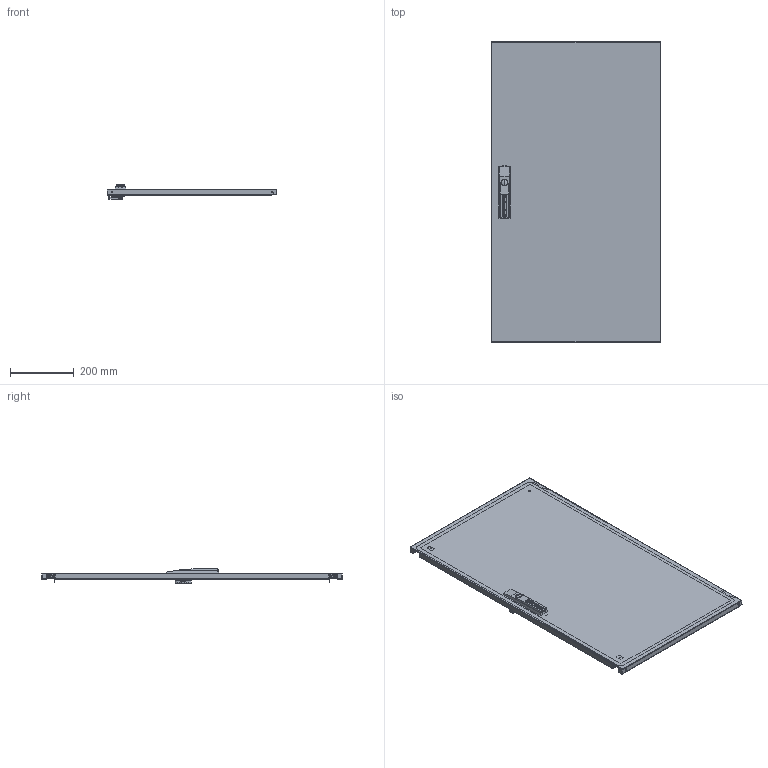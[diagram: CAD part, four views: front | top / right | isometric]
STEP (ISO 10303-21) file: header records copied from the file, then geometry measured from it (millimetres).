
FILE_DESCRIPTION(('STEP AP214'),'1');
FILE_NAME('cctmp_2E8A04A2-6E89-4FEA-AB2F-1442E2E43B59_2023_07_22_15_53_12_0329..stp','2023-07-22T13:53:13',('SIEMENS A&D'),('CADClick - www.CADClick.com'),'Spatial InterOp 3D postprocessed',' ','unknown authorization');
FILE_SCHEMA(('AUTOMOTIVE_DESIGN'));
Length unit declared in the file: millimetre
Products named in the file (12): cc_unnamed; 2023_07_22_15_53_12_0293; 2023_07_22_15_53_12_0289; 2023_07_22_15_53_12_0285; 2023_07_22_15_53_12_0281; 2023_07_22_15_53_12_0277; 2023_07_22_15_53_12_0273; 2023_07_22_15_53_12_0269; 2023_07_22_15_53_12_0265; 2023_07_22_15_53_12_0261; 2023_07_22_15_53_12_0257; 2023_07_22_15_53_12_0253
Assembly tree (11 placements, depth 2):
  cc_unnamed
    2023_07_22_15_53_12_0293
    2023_07_22_15_53_12_0289
    2023_07_22_15_53_12_0285
    2023_07_22_15_53_12_0281
    2023_07_22_15_53_12_0277
    2023_07_22_15_53_12_0273
    2023_07_22_15_53_12_0269
    2023_07_22_15_53_12_0265
    2023_07_22_15_53_12_0261
    2023_07_22_15_53_12_0257
    2023_07_22_15_53_12_0253
Bounding box: 534.5 x 946 x 45.51 mm (x, y, z)
Volume: 844592.6 mm3; surface area: 1254291.4 mm2
Topology: 11 solids, 11 shells, 749 faces, 1996 edges, 1295 vertices
Faces by surface type: plane 440, cylinder 256, torus 42, cone 9, sphere 2
Entity records: 26174 total; most frequent: CARTESIAN_POINT 4389, DIRECTION 4118, ORIENTED_EDGE 3980, EDGE_CURVE 1990, AXIS2_PLACEMENT_3D 1386, LINE 1346, VECTOR 1346, VERTEX_POINT 1295
